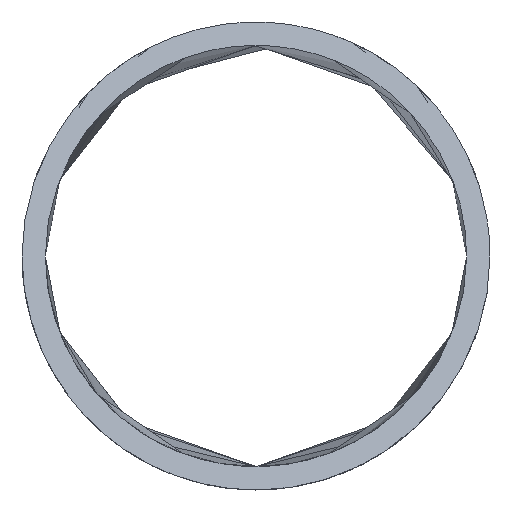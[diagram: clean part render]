
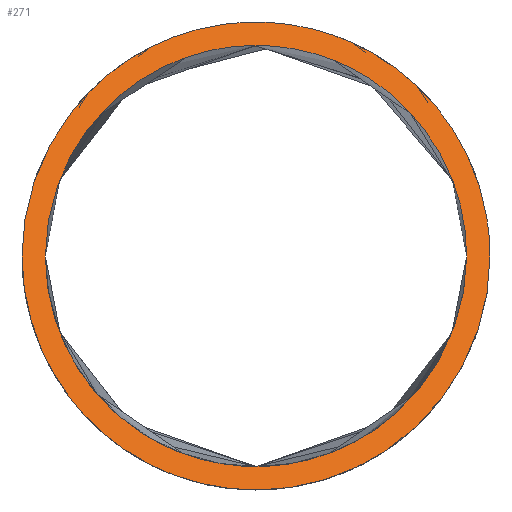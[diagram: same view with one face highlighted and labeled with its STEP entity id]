
A CAD part, front view. The second image highlights one B-rep face of the part: STEP entity #271.
In plain terms, the highlighted planar face has unit normal (0, -0.85, 0.527).
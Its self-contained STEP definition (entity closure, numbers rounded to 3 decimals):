
#90=CARTESIAN_POINT('Vertex',(-745.,-180.,0.)) ;
#101=CARTESIAN_POINT('Vertex',(-775.,-180.,0.)) ;
#134=CARTESIAN_POINT('Control Point',(-745.,-180.,0.)) ;
#135=CARTESIAN_POINT('Control Point',(-745.,-181.507,-2.427)) ;
#136=CARTESIAN_POINT('Control Point',(-745.491,-183.014,-4.854)) ;
#137=CARTESIAN_POINT('Control Point',(-746.468,-184.463,-7.188)) ;
#138=CARTESIAN_POINT('Control Point',(-748.957,-186.678,-10.756)) ;
#139=CARTESIAN_POINT('Control Point',(-752.725,-188.262,-13.308)) ;
#140=CARTESIAN_POINT('Control Point',(-754.424,-188.765,-14.119)) ;
#141=CARTESIAN_POINT('Control Point',(-758.311,-189.464,-15.245)) ;
#142=CARTESIAN_POINT('Control Point',(-762.427,-189.336,-15.038)) ;
#143=CARTESIAN_POINT('Control Point',(-764.536,-189.02,-14.528)) ;
#144=CARTESIAN_POINT('Control Point',(-767.461,-188.226,-13.249)) ;
#145=CARTESIAN_POINT('Control Point',(-769.855,-187.064,-11.379)) ;
#146=CARTESIAN_POINT('Control Point',(-770.608,-186.629,-10.678)) ;
#147=CARTESIAN_POINT('Control Point',(-772.679,-185.212,-8.396)) ;
#148=CARTESIAN_POINT('Control Point',(-774.071,-183.562,-5.738)) ;
#149=CARTESIAN_POINT('Control Point',(-774.69,-182.394,-3.856)) ;
#150=CARTESIAN_POINT('Control Point',(-775.,-181.197,-1.928)) ;
#151=CARTESIAN_POINT('Control Point',(-775.,-180.,0.)) ;
#158=CARTESIAN_POINT('Axis2P3D Location',(-760.,-180.,0.)) ;
#164=CARTESIAN_POINT('Control Point',(-775.,-180.,0.)) ;
#165=CARTESIAN_POINT('Control Point',(-775.,-179.082,1.478)) ;
#166=CARTESIAN_POINT('Control Point',(-774.818,-178.155,2.971)) ;
#167=CARTESIAN_POINT('Control Point',(-774.446,-177.233,4.457)) ;
#168=CARTESIAN_POINT('Control Point',(-773.533,-175.786,6.788)) ;
#169=CARTESIAN_POINT('Control Point',(-772.103,-174.449,8.942)) ;
#170=CARTESIAN_POINT('Control Point',(-771.488,-173.964,9.723)) ;
#171=CARTESIAN_POINT('Control Point',(-770.181,-173.094,11.123)) ;
#172=CARTESIAN_POINT('Control Point',(-768.616,-172.344,12.333)) ;
#173=CARTESIAN_POINT('Control Point',(-767.82,-172.02,12.854)) ;
#174=CARTESIAN_POINT('Control Point',(-766.202,-171.472,13.737)) ;
#175=CARTESIAN_POINT('Control Point',(-764.424,-171.075,14.375)) ;
#176=CARTESIAN_POINT('Control Point',(-763.546,-170.925,14.618)) ;
#177=CARTESIAN_POINT('Control Point',(-761.567,-170.685,15.004)) ;
#178=CARTESIAN_POINT('Control Point',(-759.53,-170.654,15.054)) ;
#179=CARTESIAN_POINT('Control Point',(-758.42,-170.701,14.978)) ;
#180=CARTESIAN_POINT('Control Point',(-756.314,-170.914,14.635)) ;
#181=CARTESIAN_POINT('Control Point',(-754.338,-171.343,13.945)) ;
#182=CARTESIAN_POINT('Control Point',(-753.427,-171.596,13.537)) ;
#183=CARTESIAN_POINT('Control Point',(-751.619,-172.213,12.543)) ;
#184=CARTESIAN_POINT('Control Point',(-750.054,-172.984,11.301)) ;
#185=CARTESIAN_POINT('Control Point',(-749.307,-173.424,10.593)) ;
#186=CARTESIAN_POINT('Control Point',(-747.612,-174.603,8.693)) ;
#187=CARTESIAN_POINT('Control Point',(-746.392,-175.926,6.561)) ;
#188=CARTESIAN_POINT('Control Point',(-745.83,-176.758,5.222)) ;
#189=CARTESIAN_POINT('Control Point',(-745.295,-177.913,3.361)) ;
#190=CARTESIAN_POINT('Control Point',(-745.061,-179.077,1.486)) ;
#191=CARTESIAN_POINT('Control Point',(-745.02,-179.386,0.989)) ;
#192=CARTESIAN_POINT('Control Point',(-745.,-179.693,0.494)) ;
#193=CARTESIAN_POINT('Control Point',(-745.,-180.,0.)) ;
#200=CARTESIAN_POINT('Control Point',(-746.5,-180.,0.)) ;
#201=CARTESIAN_POINT('Control Point',(-746.5,-180.882,-1.421)) ;
#202=CARTESIAN_POINT('Control Point',(-746.687,-181.764,-2.842)) ;
#203=CARTESIAN_POINT('Control Point',(-747.061,-182.632,-4.24)) ;
#204=CARTESIAN_POINT('Control Point',(-747.969,-183.985,-6.418)) ;
#205=CARTESIAN_POINT('Control Point',(-749.363,-185.209,-8.39)) ;
#206=CARTESIAN_POINT('Control Point',(-749.964,-185.651,-9.102)) ;
#207=CARTESIAN_POINT('Control Point',(-751.24,-186.44,-10.373)) ;
#208=CARTESIAN_POINT('Control Point',(-752.75,-187.102,-11.439)) ;
#209=CARTESIAN_POINT('Control Point',(-753.518,-187.383,-11.893)) ;
#210=CARTESIAN_POINT('Control Point',(-755.08,-187.852,-12.647)) ;
#211=CARTESIAN_POINT('Control Point',(-756.776,-188.164,-13.151)) ;
#212=CARTESIAN_POINT('Control Point',(-757.614,-188.275,-13.329)) ;
#213=CARTESIAN_POINT('Control Point',(-759.298,-188.411,-13.548)) ;
#214=CARTESIAN_POINT('Control Point',(-761.001,-188.383,-13.502)) ;
#215=CARTESIAN_POINT('Control Point',(-761.836,-188.328,-13.414)) ;
#216=CARTESIAN_POINT('Control Point',(-763.614,-188.123,-13.085)) ;
#217=CARTESIAN_POINT('Control Point',(-765.289,-187.745,-12.476)) ;
#218=CARTESIAN_POINT('Control Point',(-766.148,-187.496,-12.073)) ;
#219=CARTESIAN_POINT('Control Point',(-767.843,-186.887,-11.094)) ;
#220=CARTESIAN_POINT('Control Point',(-769.296,-186.124,-9.864)) ;
#221=CARTESIAN_POINT('Control Point',(-769.983,-185.69,-9.165)) ;
#222=CARTESIAN_POINT('Control Point',(-771.513,-184.534,-7.302)) ;
#223=CARTESIAN_POINT('Control Point',(-772.572,-183.233,-5.207)) ;
#224=CARTESIAN_POINT('Control Point',(-773.034,-182.418,-3.895)) ;
#225=CARTESIAN_POINT('Control Point',(-773.377,-181.437,-2.315)) ;
#226=CARTESIAN_POINT('Control Point',(-773.484,-180.447,-0.72)) ;
#227=CARTESIAN_POINT('Control Point',(-773.495,-180.298,-0.48)) ;
#228=CARTESIAN_POINT('Control Point',(-773.5,-180.149,-0.24)) ;
#229=CARTESIAN_POINT('Control Point',(-773.5,-180.,0.)) ;
#230=CARTESIAN_POINT('Vertex',(-746.5,-180.,0.)) ;
#232=CARTESIAN_POINT('Vertex',(-773.5,-180.,0.)) ;
#236=CARTESIAN_POINT('Control Point',(-773.5,-180.,0.)) ;
#237=CARTESIAN_POINT('Control Point',(-773.5,-179.271,1.175)) ;
#238=CARTESIAN_POINT('Control Point',(-773.372,-178.534,2.361)) ;
#239=CARTESIAN_POINT('Control Point',(-773.112,-177.801,3.543)) ;
#240=CARTESIAN_POINT('Control Point',(-772.422,-176.548,5.561)) ;
#241=CARTESIAN_POINT('Control Point',(-771.311,-175.369,7.459)) ;
#242=CARTESIAN_POINT('Control Point',(-770.762,-174.888,8.234)) ;
#243=CARTESIAN_POINT('Control Point',(-769.578,-174.023,9.627)) ;
#244=CARTESIAN_POINT('Control Point',(-768.125,-173.272,10.837)) ;
#245=CARTESIAN_POINT('Control Point',(-767.381,-172.948,11.359)) ;
#246=CARTESIAN_POINT('Control Point',(-765.863,-172.4,12.242)) ;
#247=CARTESIAN_POINT('Control Point',(-764.176,-172.003,12.881)) ;
#248=CARTESIAN_POINT('Control Point',(-763.343,-171.853,13.123)) ;
#249=CARTESIAN_POINT('Control Point',(-761.464,-171.615,13.507)) ;
#250=CARTESIAN_POINT('Control Point',(-759.525,-171.586,13.553)) ;
#251=CARTESIAN_POINT('Control Point',(-758.472,-171.634,13.475)) ;
#252=CARTESIAN_POINT('Control Point',(-756.803,-171.815,13.184)) ;
#253=CARTESIAN_POINT('Control Point',(-755.231,-172.144,12.653)) ;
#254=CARTESIAN_POINT('Control Point',(-754.649,-172.291,12.418)) ;
#255=CARTESIAN_POINT('Control Point',(-753.177,-172.723,11.721)) ;
#256=CARTESIAN_POINT('Control Point',(-751.857,-173.274,10.834)) ;
#257=CARTESIAN_POINT('Control Point',(-751.108,-173.653,10.224)) ;
#258=CARTESIAN_POINT('Control Point',(-749.66,-174.524,8.82)) ;
#259=CARTESIAN_POINT('Control Point',(-748.533,-175.509,7.234)) ;
#260=CARTESIAN_POINT('Control Point',(-748.027,-176.054,6.355)) ;
#261=CARTESIAN_POINT('Control Point',(-747.209,-177.158,4.578)) ;
#262=CARTESIAN_POINT('Control Point',(-746.731,-178.303,2.733)) ;
#263=CARTESIAN_POINT('Control Point',(-746.576,-178.87,1.82)) ;
#264=CARTESIAN_POINT('Control Point',(-746.5,-179.437,0.907)) ;
#265=CARTESIAN_POINT('Control Point',(-746.5,-180.,0.)) ;
#159=DIRECTION('Axis2P3D Direction',(0.,-0.85,0.527)) ;
#160=DIRECTION('Axis2P3D XDirection',(-1.,0.,0.)) ;
#161=AXIS2_PLACEMENT_3D('Plane Axis2P3D',#158,#159,#160) ;
#196=ORIENTED_EDGE('',*,*,#152,.F.) ;
#197=ORIENTED_EDGE('',*,*,#194,.F.) ;
#268=ORIENTED_EDGE('',*,*,#234,.T.) ;
#269=ORIENTED_EDGE('',*,*,#266,.T.) ;
#270=FACE_BOUND('',#267,.T.) ;
#271=ADVANCED_FACE('Corps principal',(#198,#270),#162,.T.) ;
#133=B_SPLINE_CURVE_WITH_KNOTS('',5,(#134,#135,#136,#137,#138,#139,#140,#141,#142,#143,#144,#145,#146,#147,#148,#149,#150,#151),.UNSPECIFIED.,.F.,.U.,(6,3,3,3,3,6),(0.,20.201,33.709,48.752,56.611,72.66),.UNSPECIFIED.) ;
#163=B_SPLINE_CURVE_WITH_KNOTS('',5,(#164,#165,#166,#167,#168,#169,#170,#171,#172,#173,#174,#175,#176,#177,#178,#179,#180,#181,#182,#183,#184,#185,#186,#187,#188,#189,#190,#191,#192,#193),.UNSPECIFIED.,.F.,.U.,(6,3,3,3,3,3,3,3,3,6),(0.,12.809,20.588,27.557,33.902,41.512,48.612,56.426,68.32,72.6),.UNSPECIFIED.) ;
#199=B_SPLINE_CURVE_WITH_KNOTS('',5,(#200,#201,#202,#203,#204,#205,#206,#207,#208,#209,#210,#211,#212,#213,#214,#215,#216,#217,#218,#219,#220,#221,#222,#223,#224,#225,#226,#227,#228,#229),.UNSPECIFIED.,.F.,.U.,(6,3,3,3,3,3,3,3,3,6),(0.,11.825,19.088,25.665,31.74,37.661,44.556,52.097,63.394,65.392),.UNSPECIFIED.) ;
#235=B_SPLINE_CURVE_WITH_KNOTS('',5,(#236,#237,#238,#239,#240,#241,#242,#243,#244,#245,#246,#247,#248,#249,#250,#251,#252,#253,#254,#255,#256,#257,#258,#259,#260,#261,#262,#263,#264,#265),.UNSPECIFIED.,.F.,.U.,(6,3,3,3,3,3,3,3,3,6),(0.,10.183,17.69,24.385,30.432,37.658,42.108,49.331,57.481,65.342),.UNSPECIFIED.) ;
#152=EDGE_CURVE('',#91,#102,#133,.T.) ;
#194=EDGE_CURVE('',#102,#91,#163,.T.) ;
#234=EDGE_CURVE('',#231,#233,#199,.T.) ;
#266=EDGE_CURVE('',#233,#231,#235,.T.) ;
#195=EDGE_LOOP('',(#196,#197)) ;
#267=EDGE_LOOP('',(#268,#269)) ;
#198=FACE_OUTER_BOUND('',#195,.T.) ;
#162=PLANE('Plane',#161) ;
#91=VERTEX_POINT('',#90) ;
#102=VERTEX_POINT('',#101) ;
#231=VERTEX_POINT('',#230) ;
#233=VERTEX_POINT('',#232) ;
